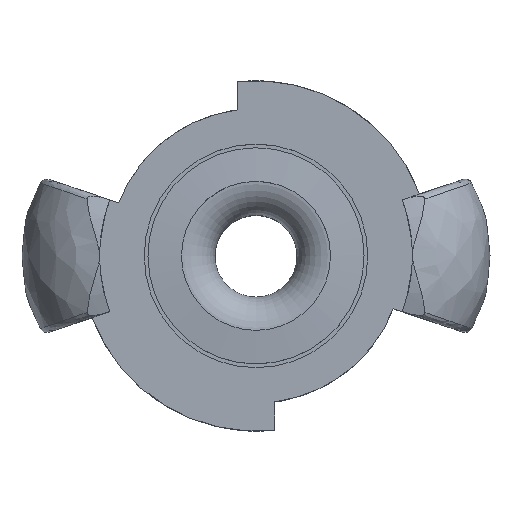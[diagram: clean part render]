
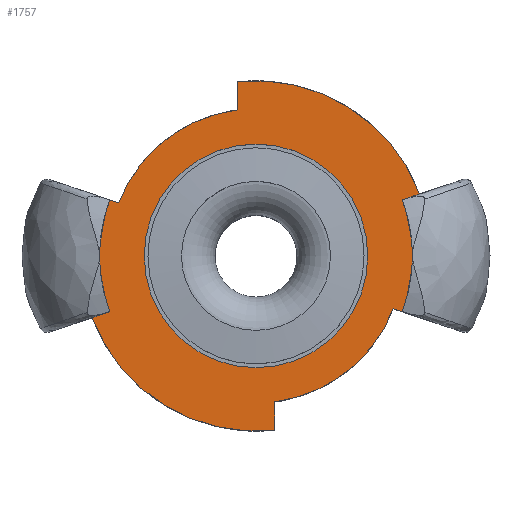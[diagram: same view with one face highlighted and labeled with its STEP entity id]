
A CAD part, top view. The second image highlights one B-rep face of the part: STEP entity #1757.
In plain terms, the highlighted planar face has unit normal (0, 0, 1).
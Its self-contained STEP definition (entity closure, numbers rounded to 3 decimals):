
#175=LINE('',#3710,#260);
#179=LINE('',#3818,#264);
#182=LINE('',#3825,#267);
#187=LINE('',#3834,#272);
#193=LINE('',#3884,#278);
#197=LINE('',#3912,#282);
#260=VECTOR('',#2250,10.);
#264=VECTOR('',#2262,10.);
#267=VECTOR('',#2267,10.);
#272=VECTOR('',#2274,10.);
#278=VECTOR('',#2286,10.);
#282=VECTOR('',#2294,10.);
#308=FACE_BOUND('',#512,.T.);
#339=PLANE('',#1935);
#419=FACE_OUTER_BOUND('',#511,.T.);
#511=EDGE_LOOP('',(#1498,#1499,#1500,#1501,#1502,#1503,#1504,#1505,#1506,
#1507,#1508,#1509));
#512=EDGE_LOOP('',(#1510,#1511));
#584=CIRCLE('',#1894,15.);
#585=CIRCLE('',#1895,15.);
#586=CIRCLE('',#1897,19.75);
#589=CIRCLE('',#1901,19.75);
#595=CIRCLE('',#1919,23.514);
#598=CIRCLE('',#1925,23.497);
#602=CIRCLE('',#1936,25.5);
#603=CIRCLE('',#1937,25.5);
#736=VERTEX_POINT('',#3516);
#737=VERTEX_POINT('',#3517);
#738=VERTEX_POINT('',#3522);
#739=VERTEX_POINT('',#3524);
#745=VERTEX_POINT('',#3572);
#746=VERTEX_POINT('',#3574);
#756=VERTEX_POINT('',#3708);
#762=VERTEX_POINT('',#3816);
#764=VERTEX_POINT('',#3822);
#765=VERTEX_POINT('',#3824);
#767=VERTEX_POINT('',#3830);
#772=VERTEX_POINT('',#3880);
#776=VERTEX_POINT('',#3909);
#777=VERTEX_POINT('',#3911);
#959=EDGE_CURVE('',#736,#737,#584,.T.);
#960=EDGE_CURVE('',#737,#736,#585,.T.);
#963=EDGE_CURVE('',#738,#739,#586,.T.);
#971=EDGE_CURVE('',#745,#746,#589,.T.);
#984=EDGE_CURVE('',#756,#738,#175,.T.);
#993=EDGE_CURVE('',#762,#745,#179,.T.);
#996=EDGE_CURVE('',#764,#765,#182,.T.);
#1001=EDGE_CURVE('',#767,#746,#187,.T.);
#1009=EDGE_CURVE('',#772,#739,#193,.T.);
#1014=EDGE_CURVE('',#776,#777,#197,.T.);
#1021=EDGE_CURVE('',#764,#767,#595,.T.);
#1024=EDGE_CURVE('',#776,#772,#598,.T.);
#1034=EDGE_CURVE('',#777,#762,#602,.T.);
#1035=EDGE_CURVE('',#765,#756,#603,.T.);
#1498=ORIENTED_EDGE('',*,*,#1021,.T.);
#1499=ORIENTED_EDGE('',*,*,#1001,.T.);
#1500=ORIENTED_EDGE('',*,*,#971,.F.);
#1501=ORIENTED_EDGE('',*,*,#993,.F.);
#1502=ORIENTED_EDGE('',*,*,#1034,.F.);
#1503=ORIENTED_EDGE('',*,*,#1014,.F.);
#1504=ORIENTED_EDGE('',*,*,#1024,.T.);
#1505=ORIENTED_EDGE('',*,*,#1009,.T.);
#1506=ORIENTED_EDGE('',*,*,#963,.F.);
#1507=ORIENTED_EDGE('',*,*,#984,.F.);
#1508=ORIENTED_EDGE('',*,*,#1035,.F.);
#1509=ORIENTED_EDGE('',*,*,#996,.F.);
#1510=ORIENTED_EDGE('',*,*,#959,.T.);
#1511=ORIENTED_EDGE('',*,*,#960,.T.);
#1757=ADVANCED_FACE('',(#419,#308),#339,.F.);
#1894=AXIS2_PLACEMENT_3D('',#3518,#2218,#2219);
#1895=AXIS2_PLACEMENT_3D('',#3519,#2220,#2221);
#1897=AXIS2_PLACEMENT_3D('',#3525,#2226,#2227);
#1901=AXIS2_PLACEMENT_3D('',#3575,#2237,#2238);
#1919=AXIS2_PLACEMENT_3D('',#3941,#2305,#2306);
#1925=AXIS2_PLACEMENT_3D('',#3947,#2317,#2318);
#1935=AXIS2_PLACEMENT_3D('',#4001,#2341,#2342);
#1936=AXIS2_PLACEMENT_3D('',#4002,#2343,#2344);
#1937=AXIS2_PLACEMENT_3D('',#4003,#2345,#2346);
#2218=DIRECTION('center_axis',(0.,0.,-1.));
#2219=DIRECTION('ref_axis',(0.,-1.,0.));
#2220=DIRECTION('center_axis',(0.,0.,-1.));
#2221=DIRECTION('ref_axis',(0.,-1.,0.));
#2226=DIRECTION('center_axis',(0.,0.,-1.));
#2227=DIRECTION('ref_axis',(-1.,0.,0.));
#2237=DIRECTION('center_axis',(0.,0.,-1.));
#2238=DIRECTION('ref_axis',(-1.,0.,0.));
#2250=DIRECTION('',(0.948,-0.319,0.));
#2262=DIRECTION('',(-0.948,0.319,0.));
#2267=DIRECTION('',(-0.948,-0.319,0.));
#2274=DIRECTION('',(0.,1.,0.));
#2286=DIRECTION('',(0.,-1.,0.));
#2294=DIRECTION('',(0.948,0.319,0.));
#2305=DIRECTION('center_axis',(0.,0.,1.));
#2306=DIRECTION('ref_axis',(-0.936,-0.353,0.));
#2317=DIRECTION('center_axis',(0.,0.,1.));
#2318=DIRECTION('ref_axis',(0.936,0.353,0.));
#2341=DIRECTION('center_axis',(0.,0.,-1.));
#2342=DIRECTION('ref_axis',(-1.,0.,0.));
#2343=DIRECTION('center_axis',(0.,0.,-1.));
#2344=DIRECTION('ref_axis',(0.,-1.,0.));
#2345=DIRECTION('center_axis',(0.,0.,-1.));
#2346=DIRECTION('ref_axis',(0.,-1.,0.));
#3516=CARTESIAN_POINT('',(0.,-15.,0.));
#3517=CARTESIAN_POINT('',(0.,15.,0.));
#3518=CARTESIAN_POINT('Origin',(0.,0.,0.));
#3519=CARTESIAN_POINT('Origin',(0.,0.,0.));
#3522=CARTESIAN_POINT('',(-18.429,7.101,0.));
#3524=CARTESIAN_POINT('',(-2.5,19.591,0.));
#3525=CARTESIAN_POINT('Origin',(0.,0.,0.));
#3572=CARTESIAN_POINT('',(18.429,-7.101,0.));
#3574=CARTESIAN_POINT('',(2.5,-19.591,0.));
#3575=CARTESIAN_POINT('Origin',(0.,0.,0.));
#3708=CARTESIAN_POINT('',(-23.883,8.937,0.));
#3710=CARTESIAN_POINT('',(-12.197,5.002,0.));
#3816=CARTESIAN_POINT('',(23.883,-8.937,0.));
#3818=CARTESIAN_POINT('',(16.054,-6.301,0.));
#3822=CARTESIAN_POINT('',(-22.,-8.303,0.));
#3824=CARTESIAN_POINT('',(-23.883,-8.937,0.));
#3825=CARTESIAN_POINT('',(-11.008,-4.601,0.));
#3830=CARTESIAN_POINT('',(2.5,-23.381,0.));
#3834=CARTESIAN_POINT('',(2.5,0.,0.));
#3880=CARTESIAN_POINT('',(-2.5,23.364,0.));
#3884=CARTESIAN_POINT('',(-2.5,0.,0.));
#3909=CARTESIAN_POINT('',(21.984,8.298,0.));
#3911=CARTESIAN_POINT('',(23.883,8.937,0.));
#3912=CARTESIAN_POINT('',(7.151,3.302,0.));
#3941=CARTESIAN_POINT('Origin',(0.,0.,0.));
#3947=CARTESIAN_POINT('Origin',(0.,0.,0.));
#4001=CARTESIAN_POINT('Origin',(0.,-12.75,0.));
#4002=CARTESIAN_POINT('Origin',(0.,0.,0.));
#4003=CARTESIAN_POINT('Origin',(0.,0.,0.));
